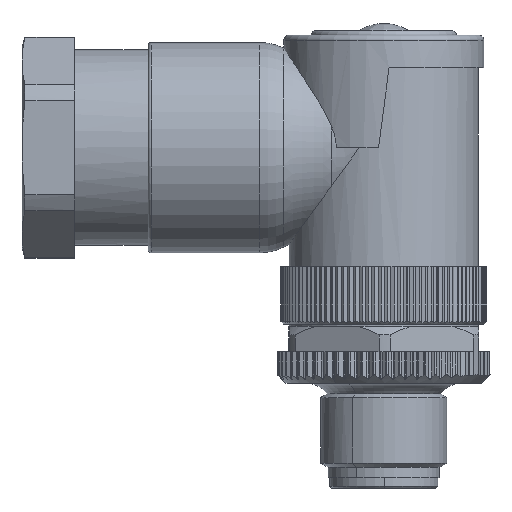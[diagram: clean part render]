
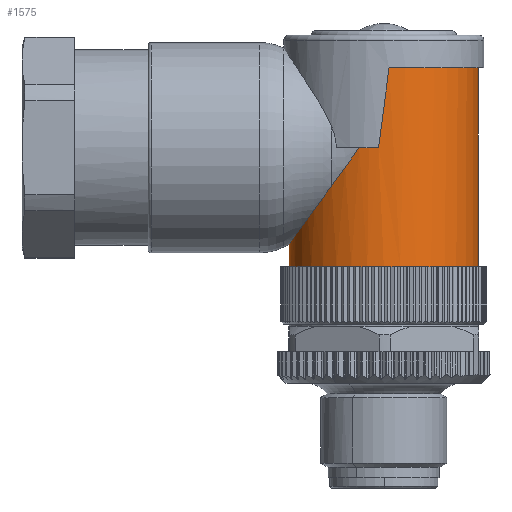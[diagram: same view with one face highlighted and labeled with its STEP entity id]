
A CAD part, left-side view. The second image highlights one B-rep face of the part: STEP entity #1575.
In plain terms, the highlighted cylindrical face has radius 9 mm (diameter 18 mm), a partial arc.
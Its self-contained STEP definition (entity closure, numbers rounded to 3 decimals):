
#1346=AXIS2_PLACEMENT_3D('Circle Axis2P3D',#1344,#1345,$) ;
#1542=AXIS2_PLACEMENT_3D('Cylinder Axis2P3D',#1539,#1540,#1541) ;
#1553=AXIS2_PLACEMENT_3D('Circle Axis2P3D',#1551,#1552,$) ;
#1207=CARTESIAN_POINT('Vertex',(10.1,19.097,23.199)) ;
#1211=CARTESIAN_POINT('Control Point',(10.1,19.097,23.199)) ;
#1212=CARTESIAN_POINT('Control Point',(9.15,19.097,23.199)) ;
#1213=CARTESIAN_POINT('Control Point',(8.199,18.949,23.397)) ;
#1214=CARTESIAN_POINT('Control Point',(7.324,18.7,23.761)) ;
#1215=CARTESIAN_POINT('Control Point',(6.547,18.366,24.228)) ;
#1216=CARTESIAN_POINT('Vertex',(6.547,18.366,24.228)) ;
#1220=CARTESIAN_POINT('Control Point',(6.547,18.366,24.228)) ;
#1221=CARTESIAN_POINT('Control Point',(5.774,18.034,24.691)) ;
#1222=CARTESIAN_POINT('Control Point',(5.087,17.626,25.258)) ;
#1223=CARTESIAN_POINT('Control Point',(4.491,17.171,25.879)) ;
#1224=CARTESIAN_POINT('Control Point',(3.973,16.69,26.537)) ;
#1225=CARTESIAN_POINT('Vertex',(3.973,16.69,26.537)) ;
#1229=CARTESIAN_POINT('Control Point',(3.973,16.69,26.537)) ;
#1230=CARTESIAN_POINT('Control Point',(3.419,16.174,27.241)) ;
#1231=CARTESIAN_POINT('Control Point',(2.961,15.621,27.993)) ;
#1232=CARTESIAN_POINT('Control Point',(2.583,15.046,28.778)) ;
#1233=CARTESIAN_POINT('Vertex',(2.583,15.046,28.777)) ;
#1266=CARTESIAN_POINT('Control Point',(2.583,15.046,28.778)) ;
#1267=CARTESIAN_POINT('Control Point',(2.034,14.213,29.916)) ;
#1268=CARTESIAN_POINT('Control Point',(1.652,13.335,31.124)) ;
#1269=CARTESIAN_POINT('Control Point',(1.411,12.441,32.4)) ;
#1270=CARTESIAN_POINT('Vertex',(1.411,12.441,32.4)) ;
#1291=CARTESIAN_POINT('Control Point',(1.411,12.441,32.4)) ;
#1292=CARTESIAN_POINT('Control Point',(1.313,12.08,32.4)) ;
#1293=CARTESIAN_POINT('Control Point',(1.234,11.714,32.4)) ;
#1294=CARTESIAN_POINT('Control Point',(1.175,11.343,32.4)) ;
#1295=CARTESIAN_POINT('Control Point',(1.135,10.971,32.4)) ;
#1296=CARTESIAN_POINT('Control Point',(1.114,10.597,32.4)) ;
#1297=CARTESIAN_POINT('Vertex',(1.114,10.597,32.4)) ;
#1318=CARTESIAN_POINT('Control Point',(1.114,9.597,40.)) ;
#1319=CARTESIAN_POINT('Control Point',(1.103,9.797,38.481)) ;
#1320=CARTESIAN_POINT('Control Point',(1.097,9.997,36.96)) ;
#1321=CARTESIAN_POINT('Control Point',(1.097,10.197,35.44)) ;
#1322=CARTESIAN_POINT('Control Point',(1.103,10.397,33.919)) ;
#1323=CARTESIAN_POINT('Control Point',(1.114,10.597,32.4)) ;
#1324=CARTESIAN_POINT('Vertex',(1.114,9.597,40.)) ;
#1344=CARTESIAN_POINT('Axis2P3D Location',(10.1,10.097,40.)) ;
#1348=CARTESIAN_POINT('Vertex',(10.1,1.097,40.)) ;
#1539=CARTESIAN_POINT('Axis2P3D Location',(10.1,10.097,18.)) ;
#1544=CARTESIAN_POINT('Line Origine',(10.1,19.097,18.)) ;
#1548=CARTESIAN_POINT('Vertex',(10.1,19.097,21.1)) ;
#1551=CARTESIAN_POINT('Axis2P3D Location',(10.1,10.097,21.1)) ;
#1555=CARTESIAN_POINT('Vertex',(10.1,1.097,21.1)) ;
#1558=CARTESIAN_POINT('Line Origine',(10.1,1.097,18.)) ;
#1345=DIRECTION('Axis2P3D Direction',(-0.,0.,-1.)) ;
#1540=DIRECTION('Axis2P3D Direction',(0.,-0.,1.)) ;
#1541=DIRECTION('Axis2P3D XDirection',(0.,1.,0.)) ;
#1545=DIRECTION('Vector Direction',(0.,0.,1.)) ;
#1552=DIRECTION('Axis2P3D Direction',(0.,-0.,1.)) ;
#1559=DIRECTION('Vector Direction',(0.,0.,1.)) ;
#1546=VECTOR('Line Direction',#1545,1.) ;
#1560=VECTOR('Line Direction',#1559,1.) ;
#1564=ORIENTED_EDGE('',*,*,#1550,.T.) ;
#1565=ORIENTED_EDGE('',*,*,#1557,.F.) ;
#1566=ORIENTED_EDGE('',*,*,#1562,.T.) ;
#1567=ORIENTED_EDGE('',*,*,#1350,.T.) ;
#1568=ORIENTED_EDGE('',*,*,#1326,.T.) ;
#1569=ORIENTED_EDGE('',*,*,#1299,.F.) ;
#1570=ORIENTED_EDGE('',*,*,#1272,.F.) ;
#1571=ORIENTED_EDGE('',*,*,#1235,.F.) ;
#1572=ORIENTED_EDGE('',*,*,#1227,.F.) ;
#1573=ORIENTED_EDGE('',*,*,#1218,.F.) ;
#1575=ADVANCED_FACE('Hauptk\X2\00F6\X0\rper',(#1574),#1543,.T.) ;
#1210=B_SPLINE_CURVE_WITH_KNOTS('',4,(#1211,#1212,#1213,#1214,#1215),.UNSPECIFIED.,.F.,.U.,(5,5),(0.,8.482),.UNSPECIFIED.) ;
#1219=B_SPLINE_CURVE_WITH_KNOTS('',4,(#1220,#1221,#1222,#1223,#1224),.UNSPECIFIED.,.F.,.U.,(5,5),(0.,8.435),.UNSPECIFIED.) ;
#1228=B_SPLINE_CURVE_WITH_KNOTS('',3,(#1229,#1230,#1231,#1232),.UNSPECIFIED.,.F.,.U.,(4,4),(0.,6.768),.UNSPECIFIED.) ;
#1265=B_SPLINE_CURVE_WITH_KNOTS('',3,(#1266,#1267,#1268,#1269),.UNSPECIFIED.,.F.,.U.,(4,4),(0.,9.822),.UNSPECIFIED.) ;
#1290=B_SPLINE_CURVE_WITH_KNOTS('',5,(#1291,#1292,#1293,#1294,#1295,#1296),.UNSPECIFIED.,.F.,.U.,(6,6),(0.,2.647),.UNSPECIFIED.) ;
#1317=B_SPLINE_CURVE_WITH_KNOTS('',5,(#1318,#1319,#1320,#1321,#1322,#1323),.UNSPECIFIED.,.F.,.U.,(6,6),(0.,10.89),.UNSPECIFIED.) ;
#1347=CIRCLE('generated circle',#1346,9.) ;
#1554=CIRCLE('generated circle',#1553,9.) ;
#1543=CYLINDRICAL_SURFACE('generated cylinder',#1542,9.) ;
#1218=EDGE_CURVE('',#1208,#1217,#1210,.T.) ;
#1227=EDGE_CURVE('',#1217,#1226,#1219,.T.) ;
#1235=EDGE_CURVE('',#1226,#1234,#1228,.T.) ;
#1272=EDGE_CURVE('',#1234,#1271,#1265,.T.) ;
#1299=EDGE_CURVE('',#1271,#1298,#1290,.T.) ;
#1326=EDGE_CURVE('',#1325,#1298,#1317,.T.) ;
#1350=EDGE_CURVE('',#1349,#1325,#1347,.T.) ;
#1550=EDGE_CURVE('',#1208,#1549,#1547,.F.) ;
#1557=EDGE_CURVE('',#1556,#1549,#1554,.F.) ;
#1562=EDGE_CURVE('',#1556,#1349,#1561,.T.) ;
#1563=EDGE_LOOP('',(#1564,#1565,#1566,#1567,#1568,#1569,#1570,#1571,#1572,#1573)) ;
#1574=FACE_OUTER_BOUND('',#1563,.T.) ;
#1547=LINE('Line',#1544,#1546) ;
#1561=LINE('Line',#1558,#1560) ;
#1208=VERTEX_POINT('',#1207) ;
#1217=VERTEX_POINT('',#1216) ;
#1226=VERTEX_POINT('',#1225) ;
#1234=VERTEX_POINT('',#1233) ;
#1271=VERTEX_POINT('',#1270) ;
#1298=VERTEX_POINT('',#1297) ;
#1325=VERTEX_POINT('',#1324) ;
#1349=VERTEX_POINT('',#1348) ;
#1549=VERTEX_POINT('',#1548) ;
#1556=VERTEX_POINT('',#1555) ;
